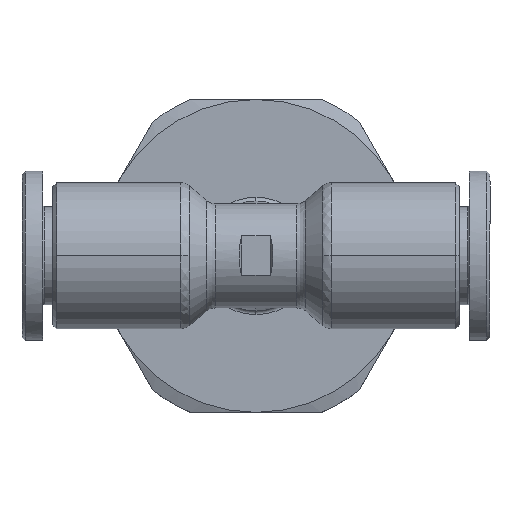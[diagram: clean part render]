
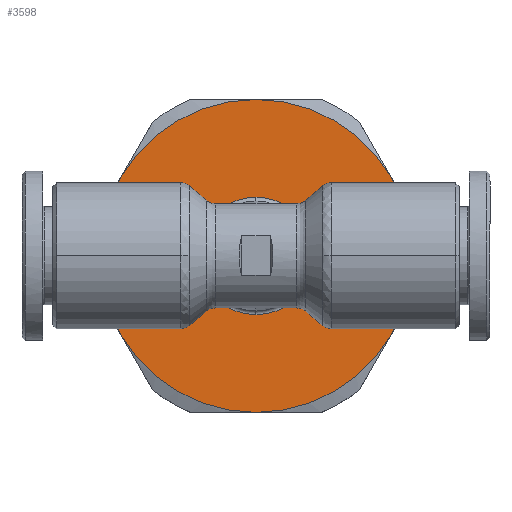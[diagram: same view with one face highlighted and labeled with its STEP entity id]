
A CAD part, top view. The second image highlights one B-rep face of the part: STEP entity #3598.
In plain terms, the highlighted planar face has unit normal (0, 0, 1).
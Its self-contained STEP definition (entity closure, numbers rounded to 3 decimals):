
#138 = VERTEX_POINT ( 'NONE', #3204 ) ;
#536 = ORIENTED_EDGE ( 'NONE', *, *, #9630, .F. ) ;
#675 = EDGE_CURVE ( 'NONE', #1832, #12671, #2578, .T. ) ;
#846 = DIRECTION ( 'NONE',  ( 0., 1., 0. ) ) ;
#1832 = VERTEX_POINT ( 'NONE', #8764 ) ;
#2288 = VERTEX_POINT ( 'NONE', #6986 ) ;
#2578 = CIRCLE ( 'NONE', #14703, 12. ) ;
#2584 = ORIENTED_EDGE ( 'NONE', *, *, #11702, .F. ) ;
#2799 = CARTESIAN_POINT ( 'NONE',  ( 1.282, 0., -8.116 ) ) ;
#3001 = CARTESIAN_POINT ( 'NONE',  ( 1.282, 0., -8.116 ) ) ;
#3071 = CARTESIAN_POINT ( 'NONE',  ( 1.282, -12., -8.116 ) ) ;
#3126 = DIRECTION ( 'NONE',  ( 0., 0., -1. ) ) ;
#3204 = CARTESIAN_POINT ( 'NONE',  ( 11.675, -6., -8.116 ) ) ;
#3259 = ORIENTED_EDGE ( 'NONE', *, *, #16566, .F. ) ;
#3381 = EDGE_CURVE ( 'NONE', #7441, #12131, #6166, .T. ) ;
#3598 = ADVANCED_FACE ( 'NONE', ( #19459, #5910 ), #7252, .F. ) ;
#3686 = CIRCLE ( 'NONE', #11655, 12. ) ;
#3697 = CARTESIAN_POINT ( 'NONE',  ( 1.282, 0., -8.116 ) ) ;
#4218 = CARTESIAN_POINT ( 'NONE',  ( 1.282, 4.501, -8.116 ) ) ;
#4228 = VERTEX_POINT ( 'NONE', #10705 ) ;
#4705 = CIRCLE ( 'NONE', #8701, 12. ) ;
#4851 = DIRECTION ( 'NONE',  ( 0., 0., -1. ) ) ;
#4985 = DIRECTION ( 'NONE',  ( 0., 1., 0. ) ) ;
#4992 = ORIENTED_EDGE ( 'NONE', *, *, #8733, .F. ) ;
#5203 = DIRECTION ( 'NONE',  ( 0., 0., 1. ) ) ;
#5710 = CARTESIAN_POINT ( 'NONE',  ( 1.282, -4.501, -8.116 ) ) ;
#5743 = DIRECTION ( 'NONE',  ( 0., 0., -1. ) ) ;
#5769 = ORIENTED_EDGE ( 'NONE', *, *, #9841, .F. ) ;
#5910 = FACE_OUTER_BOUND ( 'NONE', #6546, .T. ) ;
#6166 = CIRCLE ( 'NONE', #15962, 4.501 ) ;
#6244 = EDGE_LOOP ( 'NONE', ( #7251, #2584 ) ) ;
#6546 = EDGE_LOOP ( 'NONE', ( #13558, #3259, #536, #4992, #12036, #5769 ) ) ;
#6725 = DIRECTION ( 'NONE',  ( 0., 1., 0. ) ) ;
#6811 = CARTESIAN_POINT ( 'NONE',  ( 1.282, 0., -8.116 ) ) ;
#6963 = AXIS2_PLACEMENT_3D ( 'NONE', #3001, #3126, #18281 ) ;
#6986 = CARTESIAN_POINT ( 'NONE',  ( -9.11, -6., -8.116 ) ) ;
#7169 = EDGE_CURVE ( 'NONE', #2288, #4228, #4705, .T. ) ;
#7175 = AXIS2_PLACEMENT_3D ( 'NONE', #6811, #17444, #8359 ) ;
#7251 = ORIENTED_EDGE ( 'NONE', *, *, #3381, .F. ) ;
#7252 = PLANE ( 'NONE',  #6963 ) ;
#7441 = VERTEX_POINT ( 'NONE', #4218 ) ;
#8079 = CARTESIAN_POINT ( 'NONE',  ( 1.282, 0., -8.116 ) ) ;
#8140 = CARTESIAN_POINT ( 'NONE',  ( 1.282, 0., -8.116 ) ) ;
#8335 = DIRECTION ( 'NONE',  ( 0., 1., 0. ) ) ;
#8350 = CARTESIAN_POINT ( 'NONE',  ( 1.282, 0., -8.116 ) ) ;
#8359 = DIRECTION ( 'NONE',  ( 0., 1., 0. ) ) ;
#8631 = CARTESIAN_POINT ( 'NONE',  ( 1.282, 0., -8.116 ) ) ;
#8701 = AXIS2_PLACEMENT_3D ( 'NONE', #8140, #11271, #8335 ) ;
#8733 = EDGE_CURVE ( 'NONE', #12671, #138, #3686, .T. ) ;
#8764 = CARTESIAN_POINT ( 'NONE',  ( 1.282, 12., -8.116 ) ) ;
#9630 = EDGE_CURVE ( 'NONE', #138, #11058, #19547, .T. ) ;
#9841 = EDGE_CURVE ( 'NONE', #4228, #1832, #12426, .T. ) ;
#10147 = AXIS2_PLACEMENT_3D ( 'NONE', #18600, #4851, #4985 ) ;
#10705 = CARTESIAN_POINT ( 'NONE',  ( -9.11, 6., -8.116 ) ) ;
#11058 = VERTEX_POINT ( 'NONE', #3071 ) ;
#11271 = DIRECTION ( 'NONE',  ( 0., 0., -1. ) ) ;
#11655 = AXIS2_PLACEMENT_3D ( 'NONE', #8350, #18970, #846 ) ;
#11702 = EDGE_CURVE ( 'NONE', #12131, #7441, #15408, .T. ) ;
#12036 = ORIENTED_EDGE ( 'NONE', *, *, #675, .F. ) ;
#12131 = VERTEX_POINT ( 'NONE', #5710 ) ;
#12426 = CIRCLE ( 'NONE', #13725, 12. ) ;
#12671 = VERTEX_POINT ( 'NONE', #19300 ) ;
#13490 = AXIS2_PLACEMENT_3D ( 'NONE', #3697, #5203, #6725 ) ;
#13558 = ORIENTED_EDGE ( 'NONE', *, *, #7169, .F. ) ;
#13725 = AXIS2_PLACEMENT_3D ( 'NONE', #2799, #5743, #19356 ) ;
#13788 = CIRCLE ( 'NONE', #7175, 12. ) ;
#14382 = DIRECTION ( 'NONE',  ( 0., 0., 1. ) ) ;
#14703 = AXIS2_PLACEMENT_3D ( 'NONE', #8631, #16249, #19250 ) ;
#15408 = CIRCLE ( 'NONE', #13490, 4.501 ) ;
#15878 = DIRECTION ( 'NONE',  ( 0., 1., 0. ) ) ;
#15962 = AXIS2_PLACEMENT_3D ( 'NONE', #8079, #14382, #15878 ) ;
#16249 = DIRECTION ( 'NONE',  ( 0., 0., -1. ) ) ;
#16566 = EDGE_CURVE ( 'NONE', #11058, #2288, #13788, .T. ) ;
#17444 = DIRECTION ( 'NONE',  ( 0., 0., -1. ) ) ;
#18281 = DIRECTION ( 'NONE',  ( -1., 0., 0. ) ) ;
#18600 = CARTESIAN_POINT ( 'NONE',  ( 1.282, 0., -8.116 ) ) ;
#18970 = DIRECTION ( 'NONE',  ( 0., 0., -1. ) ) ;
#19250 = DIRECTION ( 'NONE',  ( 0., 1., 0. ) ) ;
#19300 = CARTESIAN_POINT ( 'NONE',  ( 11.675, 6., -8.116 ) ) ;
#19356 = DIRECTION ( 'NONE',  ( 0., 1., 0. ) ) ;
#19459 = FACE_BOUND ( 'NONE', #6244, .T. ) ;
#19547 = CIRCLE ( 'NONE', #10147, 12. ) ;
